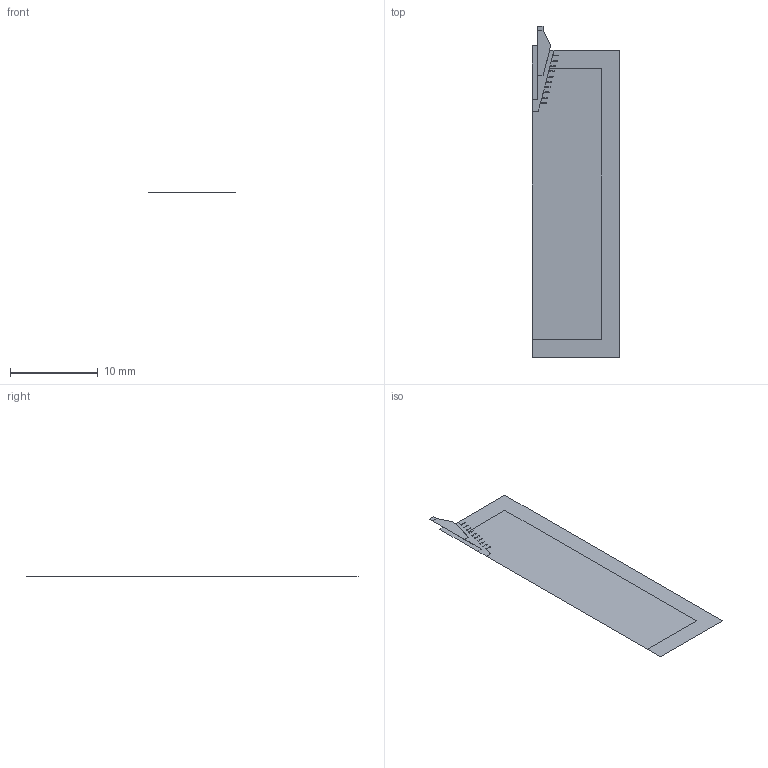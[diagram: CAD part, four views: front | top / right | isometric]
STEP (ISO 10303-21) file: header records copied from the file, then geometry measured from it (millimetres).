
FILE_DESCRIPTION (( 'STEP AP203' ), '1' );
FILE_NAME ('Assembly.STEP', '2017-07-19T11:48:56', ( '' ), ( '' ), 'SwSTEP 2.0', 'SolidWorks 2015', '' );
FILE_SCHEMA (( 'CONFIG_CONTROL_DESIGN' ));
Length unit declared in the file: millimetre
Products named in the file (4): Assembly; TrabecularPlanarSurface; implantPlanarSurface; CorticalPlanarSurface
Assembly tree (3 placements, depth 2):
  Assembly
    CorticalPlanarSurface
    TrabecularPlanarSurface
    implantPlanarSurface
Bounding box: 10 x 37.75 x 0 mm (x, y, z)
Surface area: 353.3 mm2 (no closed solid volume)
Topology: 0 solids, 6 shells, 6 faces, 157 edges, 157 vertices
Faces by surface type: plane 6
Entity records: 1799 total; most frequent: CARTESIAN_POINT 326, DIRECTION 243, VERTEX_POINT 157, ORIENTED_EDGE 157, EDGE_CURVE 157, VECTOR 95, LINE 95, AXIS2_PLACEMENT_3D 74
